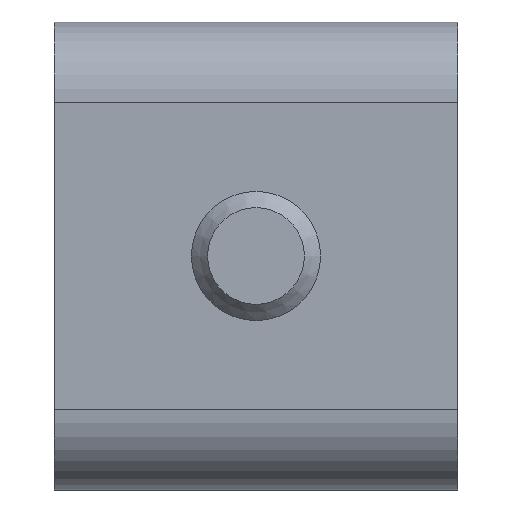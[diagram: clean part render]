
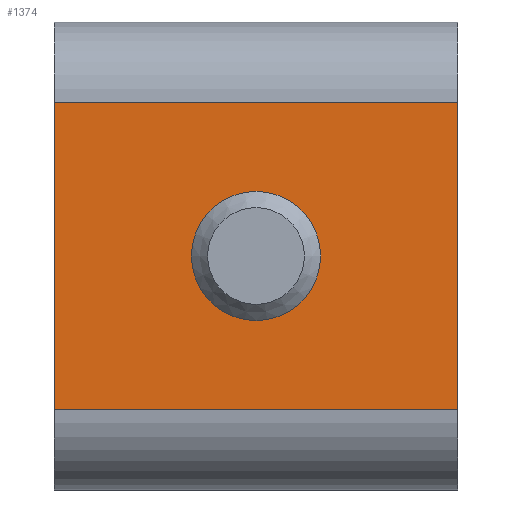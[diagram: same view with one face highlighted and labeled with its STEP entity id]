
A CAD part, left-side view. The second image highlights one B-rep face of the part: STEP entity #1374.
In plain terms, the highlighted planar face has unit normal (-1, 0, 0).
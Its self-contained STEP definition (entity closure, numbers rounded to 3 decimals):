
#43=FACE_BOUND('',#234,.T.);
#83=PLANE('',#1512);
#152=FACE_OUTER_BOUND('',#233,.T.);
#233=EDGE_LOOP('',(#1079,#1080,#1081,#1082));
#234=EDGE_LOOP('',(#1083));
#342=LINE('',#2095,#487);
#352=LINE('',#2122,#497);
#354=LINE('',#2129,#499);
#359=LINE('',#2141,#504);
#487=VECTOR('',#1687,10.);
#497=VECTOR('',#1719,10.);
#499=VECTOR('',#1727,3.6);
#504=VECTOR('',#1742,10.);
#602=CIRCLE('',#1478,2.1);
#643=VERTEX_POINT('',#2019);
#669=VERTEX_POINT('',#2092);
#670=VERTEX_POINT('',#2094);
#675=VERTEX_POINT('',#2120);
#676=VERTEX_POINT('',#2121);
#768=EDGE_CURVE('',#643,#643,#602,.T.);
#805=EDGE_CURVE('',#670,#669,#342,.T.);
#818=EDGE_CURVE('',#675,#676,#352,.T.);
#822=EDGE_CURVE('',#676,#670,#354,.T.);
#829=EDGE_CURVE('',#669,#675,#359,.T.);
#1079=ORIENTED_EDGE('',*,*,#805,.T.);
#1080=ORIENTED_EDGE('',*,*,#829,.T.);
#1081=ORIENTED_EDGE('',*,*,#818,.T.);
#1082=ORIENTED_EDGE('',*,*,#822,.T.);
#1083=ORIENTED_EDGE('',*,*,#768,.T.);
#1374=ADVANCED_FACE('',(#152,#43),#83,.T.);
#1478=AXIS2_PLACEMENT_3D('',#2020,#1625,#1626);
#1512=AXIS2_PLACEMENT_3D('',#2144,#1746,#1747);
#1625=DIRECTION('center_axis',(1.,0.,0.));
#1626=DIRECTION('ref_axis',(0.,1.,0.));
#1687=DIRECTION('',(0.,1.,0.));
#1719=DIRECTION('',(0.,-1.,0.));
#1727=DIRECTION('',(0.,0.,1.));
#1742=DIRECTION('',(0.,0.,-1.));
#1746=DIRECTION('center_axis',(-1.,0.,0.));
#1747=DIRECTION('ref_axis',(0.,0.,1.));
#2019=CARTESIAN_POINT('',(-39.5,-2.1,14.5));
#2020=CARTESIAN_POINT('Origin',(-39.5,0.,14.5));
#2092=CARTESIAN_POINT('',(-39.5,12.5,24.));
#2094=CARTESIAN_POINT('',(-39.5,-12.5,24.));
#2095=CARTESIAN_POINT('',(-39.5,6.25,24.));
#2120=CARTESIAN_POINT('',(-39.5,12.5,5.));
#2121=CARTESIAN_POINT('',(-39.5,-12.5,5.));
#2122=CARTESIAN_POINT('',(-39.5,0.,5.));
#2129=CARTESIAN_POINT('',(-39.5,-12.5,-6.31));
#2141=CARTESIAN_POINT('',(-39.5,12.5,5.));
#2144=CARTESIAN_POINT('Origin',(-39.5,0.,14.173));
